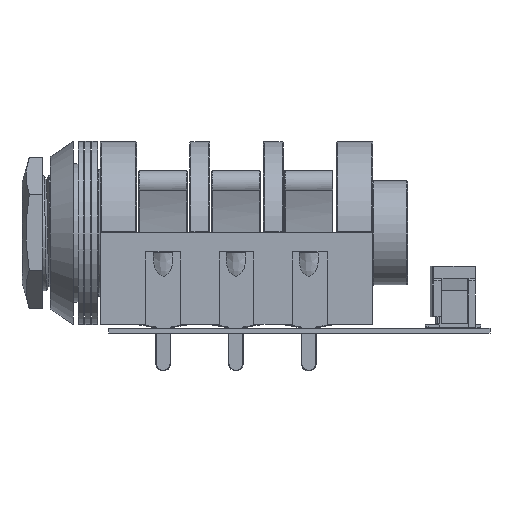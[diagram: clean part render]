
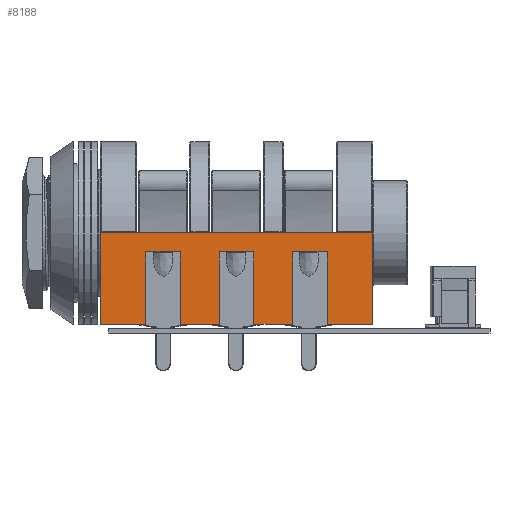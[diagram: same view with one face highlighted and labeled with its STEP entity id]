
A CAD part, front view. The second image highlights one B-rep face of the part: STEP entity #8188.
In plain terms, the highlighted face is planar.
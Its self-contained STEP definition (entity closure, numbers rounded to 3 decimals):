
#4797 = VERTEX_POINT('',#4798);
#4798 = CARTESIAN_POINT('',(11.8,-0.1,9.1));
#4804 = EDGE_CURVE('',#4805,#4797,#4807,.T.);
#4805 = VERTEX_POINT('',#4806);
#4806 = CARTESIAN_POINT('',(11.8,-7.9,9.1));
#4807 = LINE('',#4808,#4809);
#4808 = CARTESIAN_POINT('',(11.8,-7.9,9.1));
#4809 = VECTOR('',#4810,1.);
#4810 = DIRECTION('',(0.,1.,0.));
#4997 = EDGE_CURVE('',#4998,#4805,#5000,.T.);
#4998 = VERTEX_POINT('',#4999);
#4999 = CARTESIAN_POINT('',(7.85,-7.9,9.1));
#5000 = LINE('',#5001,#5002);
#5001 = CARTESIAN_POINT('',(7.85,-7.9,9.1));
#5002 = VECTOR('',#5003,1.);
#5003 = DIRECTION('',(1.,0.,0.));
#5054 = VERTEX_POINT('',#5055);
#5055 = CARTESIAN_POINT('',(4.85,-7.9,9.1));
#5061 = EDGE_CURVE('',#5062,#5054,#5064,.T.);
#5062 = VERTEX_POINT('',#5063);
#5063 = CARTESIAN_POINT('',(1.5,-7.9,9.1));
#5064 = LINE('',#5065,#5066);
#5065 = CARTESIAN_POINT('',(1.5,-7.9,9.1));
#5066 = VECTOR('',#5067,1.);
#5067 = DIRECTION('',(1.,0.,0.));
#5118 = VERTEX_POINT('',#5119);
#5119 = CARTESIAN_POINT('',(-1.5,-7.9,9.1));
#5125 = EDGE_CURVE('',#5126,#5118,#5128,.T.);
#5126 = VERTEX_POINT('',#5127);
#5127 = CARTESIAN_POINT('',(-4.85,-7.9,9.1));
#5128 = LINE('',#5129,#5130);
#5129 = CARTESIAN_POINT('',(-4.85,-7.9,9.1));
#5130 = VECTOR('',#5131,1.);
#5131 = DIRECTION('',(1.,0.,0.));
#5182 = VERTEX_POINT('',#5183);
#5183 = CARTESIAN_POINT('',(-7.85,-7.9,9.1));
#5189 = EDGE_CURVE('',#5190,#5182,#5192,.T.);
#5190 = VERTEX_POINT('',#5191);
#5191 = CARTESIAN_POINT('',(-11.8,-7.9,9.1));
#5192 = LINE('',#5193,#5194);
#5193 = CARTESIAN_POINT('',(-11.8,-7.9,9.1));
#5194 = VECTOR('',#5195,1.);
#5195 = DIRECTION('',(1.,0.,0.));
#5237 = EDGE_CURVE('',#5238,#5190,#5240,.T.);
#5238 = VERTEX_POINT('',#5239);
#5239 = CARTESIAN_POINT('',(-11.8,-0.1,9.1));
#5240 = LINE('',#5241,#5242);
#5241 = CARTESIAN_POINT('',(-11.8,-0.1,9.1));
#5242 = VECTOR('',#5243,1.);
#5243 = DIRECTION('',(0.,-1.,0.));
#7801 = EDGE_CURVE('',#7802,#7804,#7806,.T.);
#7802 = VERTEX_POINT('',#7803);
#7803 = CARTESIAN_POINT('',(-11.7,0.,9.1));
#7804 = VERTEX_POINT('',#7805);
#7805 = CARTESIAN_POINT('',(11.7,0.,9.1));
#7806 = LINE('',#7807,#7808);
#7807 = CARTESIAN_POINT('',(-11.7,0.,9.1));
#7808 = VECTOR('',#7809,1.);
#7809 = DIRECTION('',(1.,0.,0.));
#8188 = ADVANCED_FACE('',(#8189),#8278,.T.);
#8189 = FACE_BOUND('',#8190,.T.);
#8190 = EDGE_LOOP('',(#8191,#8192,#8199,#8200,#8207,#8208,#8209,#8217,
    #8225,#8231,#8232,#8240,#8248,#8254,#8255,#8263,#8271,#8277));
#8191 = ORIENTED_EDGE('',*,*,#4804,.T.);
#8192 = ORIENTED_EDGE('',*,*,#8193,.F.);
#8193 = EDGE_CURVE('',#7804,#4797,#8194,.T.);
#8194 = CIRCLE('',#8195,0.1);
#8195 = AXIS2_PLACEMENT_3D('',#8196,#8197,#8198);
#8196 = CARTESIAN_POINT('',(11.7,-0.1,9.1));
#8197 = DIRECTION('',(0.,0.,-1.));
#8198 = DIRECTION('',(0.,1.,0.));
#8199 = ORIENTED_EDGE('',*,*,#7801,.F.);
#8200 = ORIENTED_EDGE('',*,*,#8201,.F.);
#8201 = EDGE_CURVE('',#5238,#7802,#8202,.T.);
#8202 = CIRCLE('',#8203,0.1);
#8203 = AXIS2_PLACEMENT_3D('',#8204,#8205,#8206);
#8204 = CARTESIAN_POINT('',(-11.7,-0.1,9.1));
#8205 = DIRECTION('',(0.,0.,-1.));
#8206 = DIRECTION('',(-1.,0.,-0.));
#8207 = ORIENTED_EDGE('',*,*,#5237,.T.);
#8208 = ORIENTED_EDGE('',*,*,#5189,.T.);
#8209 = ORIENTED_EDGE('',*,*,#8210,.F.);
#8210 = EDGE_CURVE('',#8211,#5182,#8213,.T.);
#8211 = VERTEX_POINT('',#8212);
#8212 = CARTESIAN_POINT('',(-7.85,-1.642,9.1));
#8213 = LINE('',#8214,#8215);
#8214 = CARTESIAN_POINT('',(-7.85,-1.642,9.1));
#8215 = VECTOR('',#8216,1.);
#8216 = DIRECTION('',(0.,-1.,0.));
#8217 = ORIENTED_EDGE('',*,*,#8218,.F.);
#8218 = EDGE_CURVE('',#8219,#8211,#8221,.T.);
#8219 = VERTEX_POINT('',#8220);
#8220 = CARTESIAN_POINT('',(-4.85,-1.642,9.1));
#8221 = LINE('',#8222,#8223);
#8222 = CARTESIAN_POINT('',(-4.85,-1.642,9.1));
#8223 = VECTOR('',#8224,1.);
#8224 = DIRECTION('',(-1.,0.,0.));
#8225 = ORIENTED_EDGE('',*,*,#8226,.F.);
#8226 = EDGE_CURVE('',#5126,#8219,#8227,.T.);
#8227 = LINE('',#8228,#8229);
#8228 = CARTESIAN_POINT('',(-4.85,-7.9,9.1));
#8229 = VECTOR('',#8230,1.);
#8230 = DIRECTION('',(0.,1.,0.));
#8231 = ORIENTED_EDGE('',*,*,#5125,.T.);
#8232 = ORIENTED_EDGE('',*,*,#8233,.F.);
#8233 = EDGE_CURVE('',#8234,#5118,#8236,.T.);
#8234 = VERTEX_POINT('',#8235);
#8235 = CARTESIAN_POINT('',(-1.5,-1.642,9.1));
#8236 = LINE('',#8237,#8238);
#8237 = CARTESIAN_POINT('',(-1.5,-1.642,9.1));
#8238 = VECTOR('',#8239,1.);
#8239 = DIRECTION('',(0.,-1.,0.));
#8240 = ORIENTED_EDGE('',*,*,#8241,.F.);
#8241 = EDGE_CURVE('',#8242,#8234,#8244,.T.);
#8242 = VERTEX_POINT('',#8243);
#8243 = CARTESIAN_POINT('',(1.5,-1.642,9.1));
#8244 = LINE('',#8245,#8246);
#8245 = CARTESIAN_POINT('',(1.5,-1.642,9.1));
#8246 = VECTOR('',#8247,1.);
#8247 = DIRECTION('',(-1.,0.,0.));
#8248 = ORIENTED_EDGE('',*,*,#8249,.F.);
#8249 = EDGE_CURVE('',#5062,#8242,#8250,.T.);
#8250 = LINE('',#8251,#8252);
#8251 = CARTESIAN_POINT('',(1.5,-7.9,9.1));
#8252 = VECTOR('',#8253,1.);
#8253 = DIRECTION('',(0.,1.,0.));
#8254 = ORIENTED_EDGE('',*,*,#5061,.T.);
#8255 = ORIENTED_EDGE('',*,*,#8256,.F.);
#8256 = EDGE_CURVE('',#8257,#5054,#8259,.T.);
#8257 = VERTEX_POINT('',#8258);
#8258 = CARTESIAN_POINT('',(4.85,-1.642,9.1));
#8259 = LINE('',#8260,#8261);
#8260 = CARTESIAN_POINT('',(4.85,-1.642,9.1));
#8261 = VECTOR('',#8262,1.);
#8262 = DIRECTION('',(0.,-1.,0.));
#8263 = ORIENTED_EDGE('',*,*,#8264,.F.);
#8264 = EDGE_CURVE('',#8265,#8257,#8267,.T.);
#8265 = VERTEX_POINT('',#8266);
#8266 = CARTESIAN_POINT('',(7.85,-1.642,9.1));
#8267 = LINE('',#8268,#8269);
#8268 = CARTESIAN_POINT('',(7.85,-1.642,9.1));
#8269 = VECTOR('',#8270,1.);
#8270 = DIRECTION('',(-1.,0.,0.));
#8271 = ORIENTED_EDGE('',*,*,#8272,.F.);
#8272 = EDGE_CURVE('',#4998,#8265,#8273,.T.);
#8273 = LINE('',#8274,#8275);
#8274 = CARTESIAN_POINT('',(7.85,-7.9,9.1));
#8275 = VECTOR('',#8276,1.);
#8276 = DIRECTION('',(0.,1.,0.));
#8277 = ORIENTED_EDGE('',*,*,#4997,.T.);
#8278 = PLANE('',#8279);
#8279 = AXIS2_PLACEMENT_3D('',#8280,#8281,#8282);
#8280 = CARTESIAN_POINT('',(-11.8,-7.9,9.1));
#8281 = DIRECTION('',(0.,0.,1.));
#8282 = DIRECTION('',(1.,0.,-0.));
